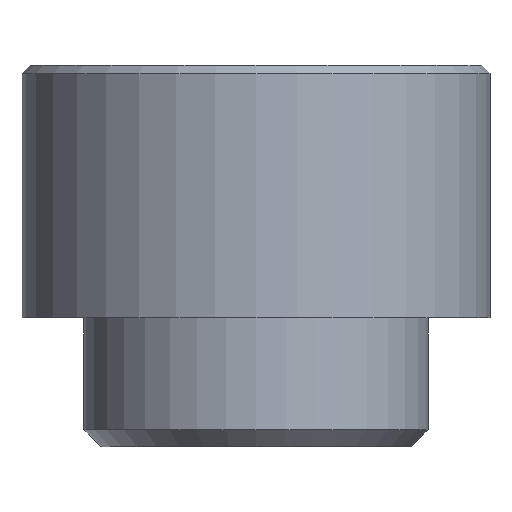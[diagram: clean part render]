
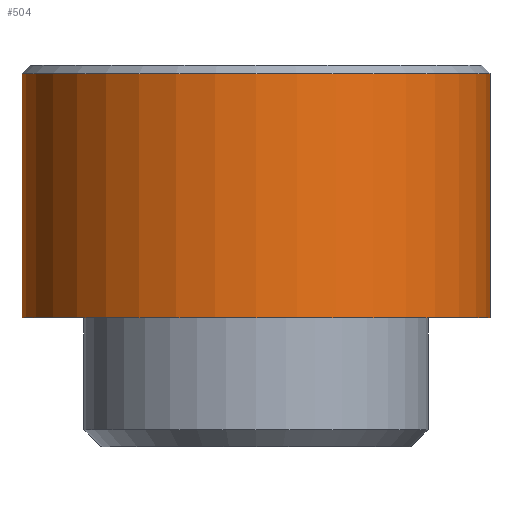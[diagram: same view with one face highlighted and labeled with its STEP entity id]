
A CAD part, front view. The second image highlights one B-rep face of the part: STEP entity #504.
In plain terms, the highlighted cylindrical face has radius 2.78 mm (diameter 5.56 mm), a full revolution.
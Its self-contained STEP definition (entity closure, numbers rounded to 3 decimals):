
#45=FACE_OUTER_BOUND('',#75,.T.);
#75=EDGE_LOOP('',(#391,#392,#393,#394));
#91=CIRCLE('',#551,2.78);
#92=CIRCLE('',#554,2.78);
#159=LINE('',#1454,#181);
#181=VECTOR('',#639,2.78);
#229=VERTEX_POINT('',#1290);
#230=VERTEX_POINT('',#1453);
#294=EDGE_CURVE('',#229,#229,#91,.T.);
#297=EDGE_CURVE('',#229,#230,#159,.T.);
#298=EDGE_CURVE('',#230,#230,#92,.T.);
#391=ORIENTED_EDGE('',*,*,#294,.F.);
#392=ORIENTED_EDGE('',*,*,#297,.T.);
#393=ORIENTED_EDGE('',*,*,#298,.T.);
#394=ORIENTED_EDGE('',*,*,#297,.F.);
#480=CYLINDRICAL_SURFACE('',#553,2.78);
#504=ADVANCED_FACE('',(#45),#480,.T.);
#551=AXIS2_PLACEMENT_3D('',#1292,#633,#634);
#553=AXIS2_PLACEMENT_3D('',#1452,#637,#638);
#554=AXIS2_PLACEMENT_3D('',#1455,#640,#641);
#633=DIRECTION('center_axis',(0.,0.,1.));
#634=DIRECTION('ref_axis',(1.,0.,0.));
#637=DIRECTION('center_axis',(0.,0.,1.));
#638=DIRECTION('ref_axis',(1.,0.,0.));
#639=DIRECTION('',(0.,0.,-1.));
#640=DIRECTION('center_axis',(0.,0.,1.));
#641=DIRECTION('ref_axis',(1.,0.,0.));
#1290=CARTESIAN_POINT('',(-2.78,0.,2.9));
#1292=CARTESIAN_POINT('Origin',(0.,0.,2.9));
#1452=CARTESIAN_POINT('Origin',(0.,0.,0.));
#1453=CARTESIAN_POINT('',(-2.78,0.,0.));
#1454=CARTESIAN_POINT('',(-2.78,0.,0.));
#1455=CARTESIAN_POINT('Origin',(0.,0.,0.));
